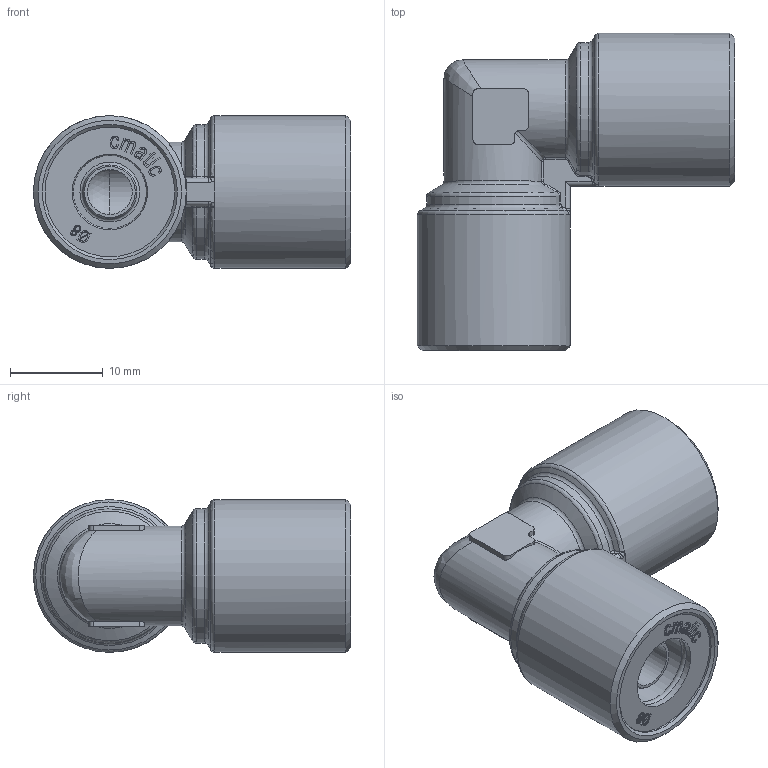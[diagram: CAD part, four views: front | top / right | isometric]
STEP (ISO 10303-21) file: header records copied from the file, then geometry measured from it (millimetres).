
FILE_DESCRIPTION(( 'MAF.28.08.08.stp' ), '1');
FILE_NAME( 'MAF.28.08.08.stp', '2021-02-19T15:25:55',( 'Sopra'),('sopra-pneumatic.com'), 'SwSTEP 2.0','SolidWorks 2009','' );
FILE_SCHEMA( ( 'CONFIG_CONTROL_DESIGN' ) );
Length unit declared in the file: millimetre
Products named in the file (1): Rivoluzione2
Bounding box: 34.25 x 34.25 x 16.5 mm (x, y, z)
Volume: 6655.7 mm3; surface area: 5286.3 mm2
Topology: 1 solids, 1 shells, 404 faces, 1043 edges, 676 vertices
Faces by surface type: bspline 181, plane 156, cylinder 42, torus 12, cone 12, sphere 1
Full cylindrical faces by diameter (mm): 4.85 x2, 5.85 x2, 6 x2, 8.15 x4, 14 x2, 16.5 x2
Entity records: 20349 total; most frequent: CARTESIAN_POINT 11865, ORIENTED_EDGE 2012, DIRECTION 1193, EDGE_CURVE 1006, VERTEX_POINT 666, LINE 505, VECTOR 505, EDGE_LOOP 468
